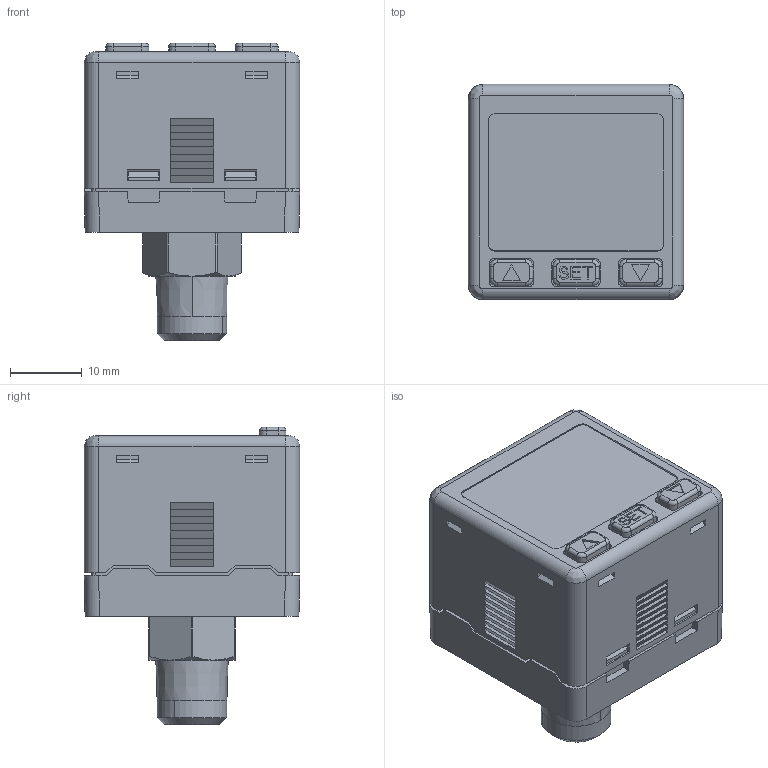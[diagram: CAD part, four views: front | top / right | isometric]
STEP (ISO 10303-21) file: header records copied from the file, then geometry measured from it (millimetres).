
FILE_DESCRIPTION((''),'2;1');
FILE_NAME('KP43_SW0001','2016-07-19T',('tommy'),(''),'CREO PARAMETRIC BY PTC INC, 2014500','CREO PARAMETRIC BY PTC INC, 2014500','');
FILE_SCHEMA(('CONFIG_CONTROL_DESIGN'));
Length unit declared in the file: millimetre
Products named in the file (1): KP43_SW0001
Bounding box: 30.03 x 30 x 41.45 mm (x, y, z)
Volume: 22881.4 mm3; surface area: 7251.8 mm2
Topology: 1 solids, 1 shells, 766 faces, 1919 edges, 1198 vertices
Faces by surface type: plane 558, cylinder 114, cone 44, bspline 25, torus 15, sphere 10
Entity records: 23974 total; most frequent: CARTESIAN_POINT 5853, ORIENTED_EDGE 3838, DIRECTION 3530, EDGE_CURVE 1919, VECTOR 1514, LINE 1514, VERTEX_POINT 1198, AXIS2_PLACEMENT_3D 1008
